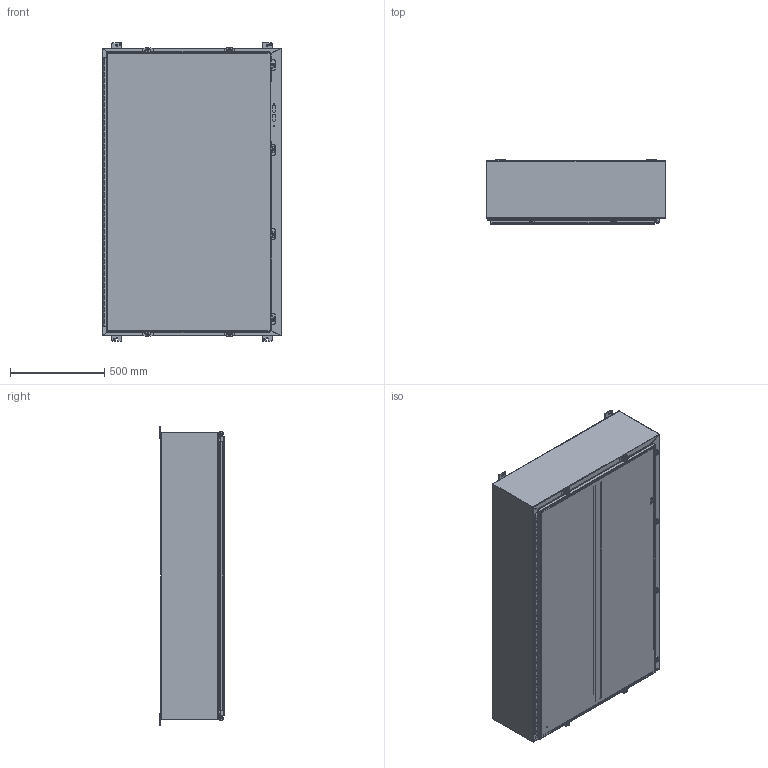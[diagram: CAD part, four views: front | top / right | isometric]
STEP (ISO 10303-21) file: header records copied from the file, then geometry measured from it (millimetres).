
FILE_DESCRIPTION (( 'STEP AP203' ), '1' );
FILE_NAME ('1447SN4L12_Default.step', '2019-11-12T15:00:10', ( '' ), ( '' ), 'SwSTEP 2.0', 'SolidWorks 2019', '' );
FILE_SCHEMA (( 'CONFIG_CONTROL_DESIGN' ));
Length unit declared in the file: inch
Products named in the file (1): 1447SN4L12_Default
Bounding box: 949.33 x 340.28 x 1581.15 mm (x, y, z)
Volume: 12754599.9 mm3; surface area: 13130899.6 mm2
Topology: 72 solids, 73 shells, 2529 faces, 6675 edges, 4362 vertices
Faces by surface type: plane 1456, cylinder 941, bspline 102, cone 30
Entity records: 81972 total; most frequent: CARTESIAN_POINT 18323, ORIENTED_EDGE 13342, DIRECTION 13171, EDGE_CURVE 6671, VECTOR 4543, LINE 4543, VERTEX_POINT 4362, AXIS2_PLACEMENT_3D 4314
